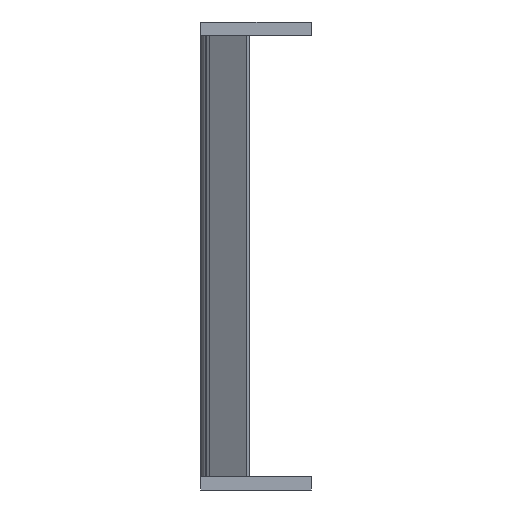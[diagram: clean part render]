
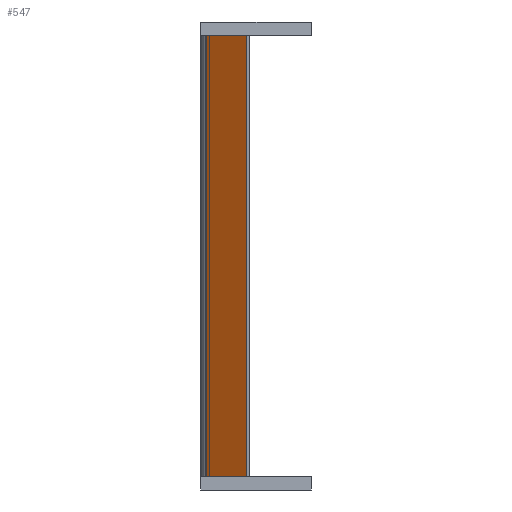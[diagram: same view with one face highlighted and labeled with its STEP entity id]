
A CAD part, left-side view. The second image highlights one B-rep face of the part: STEP entity #547.
In plain terms, the highlighted planar face has unit normal (-0.829, 0.559, 0).
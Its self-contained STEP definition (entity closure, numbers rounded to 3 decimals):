
#9 = VECTOR ( 'NONE', #286, 1000. ) ;
#20 = CARTESIAN_POINT ( 'NONE',  ( -14.85, -1.322, 0. ) ) ;
#23 = CARTESIAN_POINT ( 'NONE',  ( -21., -10.441, 0. ) ) ;
#61 = VECTOR ( 'NONE', #83, 1000. ) ;
#83 = DIRECTION ( 'NONE',  ( 0.559, 0.829, 0. ) ) ;
#86 = ORIENTED_EDGE ( 'NONE', *, *, #266, .T. ) ;
#88 = CARTESIAN_POINT ( 'NONE',  ( -14.255, -0.441, 0. ) ) ;
#89 = ORIENTED_EDGE ( 'NONE', *, *, #205, .T. ) ;
#205 = EDGE_CURVE ( 'NONE', #416, #749, #448, .T. ) ;
#212 = CARTESIAN_POINT ( 'NONE',  ( -14.85, -1.322, -100. ) ) ;
#217 = VERTEX_POINT ( 'NONE', #20 ) ;
#228 = LINE ( 'NONE', #212, #762 ) ;
#247 = CARTESIAN_POINT ( 'NONE',  ( -14.255, -0.441, -100. ) ) ;
#266 = EDGE_CURVE ( 'NONE', #749, #217, #447, .T. ) ;
#286 = DIRECTION ( 'NONE',  ( 0., 0., 1. ) ) ;
#295 = CARTESIAN_POINT ( 'NONE',  ( -14.255, -0.441, -100. ) ) ;
#297 = DIRECTION ( 'NONE',  ( 0., 0., 1. ) ) ;
#304 = LINE ( 'NONE', #295, #61 ) ;
#334 = VECTOR ( 'NONE', #724, 1000. ) ;
#363 = CARTESIAN_POINT ( 'NONE',  ( -14.85, -1.322, -100. ) ) ;
#416 = VERTEX_POINT ( 'NONE', #827 ) ;
#429 = DIRECTION ( 'NONE',  ( 0.559, 0.829, 0. ) ) ;
#447 = LINE ( 'NONE', #88, #334 ) ;
#448 = LINE ( 'NONE', #695, #9 ) ;
#547 = ADVANCED_FACE ( 'NONE', ( #845 ), #581, .F. ) ;
#572 = EDGE_CURVE ( 'NONE', #416, #704, #304, .T. ) ;
#581 = PLANE ( 'NONE',  #743 ) ;
#582 = EDGE_CURVE ( 'NONE', #704, #217, #228, .T. ) ;
#584 = ORIENTED_EDGE ( 'NONE', *, *, #582, .F. ) ;
#608 = ORIENTED_EDGE ( 'NONE', *, *, #572, .F. ) ;
#650 = EDGE_LOOP ( 'NONE', ( #86, #584, #608, #89 ) ) ;
#695 = CARTESIAN_POINT ( 'NONE',  ( -21., -10.441, -100. ) ) ;
#704 = VERTEX_POINT ( 'NONE', #363 ) ;
#724 = DIRECTION ( 'NONE',  ( 0.559, 0.829, 0. ) ) ;
#743 = AXIS2_PLACEMENT_3D ( 'NONE', #247, #879, #429 ) ;
#749 = VERTEX_POINT ( 'NONE', #23 ) ;
#762 = VECTOR ( 'NONE', #297, 1000. ) ;
#827 = CARTESIAN_POINT ( 'NONE',  ( -21., -10.441, -100. ) ) ;
#845 = FACE_OUTER_BOUND ( 'NONE', #650, .T. ) ;
#879 = DIRECTION ( 'NONE',  ( 0.829, -0.559, 0. ) ) ;
